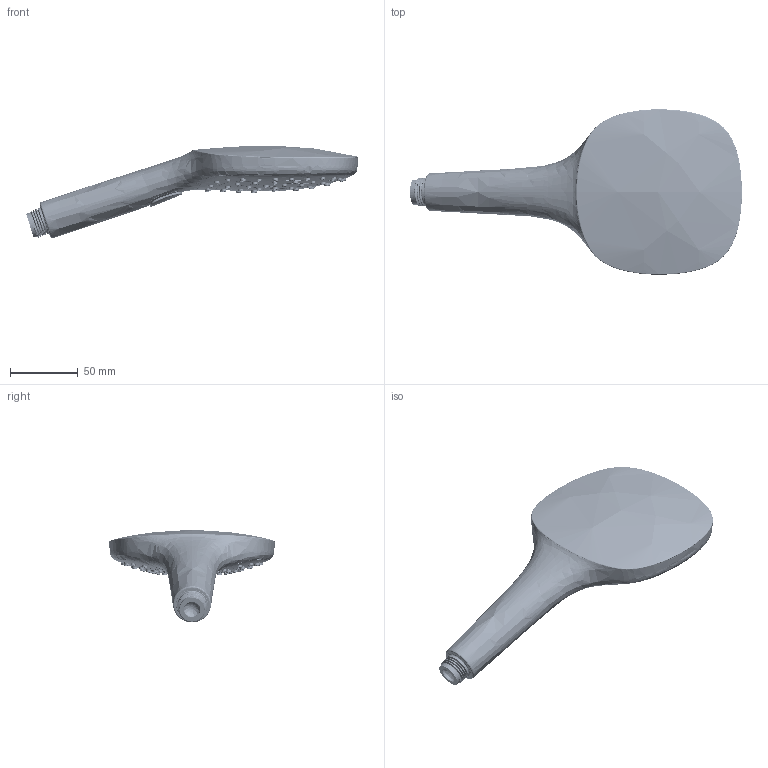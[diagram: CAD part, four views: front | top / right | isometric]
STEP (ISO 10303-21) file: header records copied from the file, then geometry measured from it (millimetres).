
FILE_DESCRIPTION(('CAx-IF Rec.Pracs.---Model Styling and Organization---1.2---2011-12-15','CAx-IF Rec.Pracs.---Geometric and Assembly Validation Properties---4.1---2014-06-16','CAx-IF Rec.Pracs.---PMI Polyline Presentation---2.0---2013-05-24'),'2;1');
FILE_NAME('1000108525_PPR_000.stp','2020-11-02T09:37:08+01:00',(''),(''),'STEP Interface 4.3 by CT CoreTechnologie','3D_Evolution4.3 by CT CoreTechnologie','');
FILE_SCHEMA(('AP203_CONFIGURATION_CONTROLLED_3D_DESIGN_OF_MECHANICAL_PARTS_AND_ASSEMBLIES_MIM_LF'));
Length unit declared in the file: millimetre
Products named in the file (11): P_2  Raindance Select E 120 EcoSm.HB 1000108525_PPR_000_A1; P_2 Griff Selecta_select 1000083190_PPA_000_A0; P_2 Strahlkoerper Raindance Select 120 1000083195_PPA_000_A0; P_2 Gleithuelse Selecta_select 1000083269_PPA_000_A0; P_2 Düse komplett D1,2 1000083267_PPR_000_A0; P_2 Taumelduese Hardair-Softair 1000083265_PPA_000_A0; P_2 Strahleinsatz Selecta-Select USA(R07 1000099590_PPA_000_A0; P_2 Wasserfuehrung_Selecta_select 1000083216_PPA_000_A1; P_2 Gehaeuse Selecta_select 1000083202_PPA_000_A0; P_2 Taste Raindance 120 Select 1000083201_PPA_000_A0; P_2 Siebdichtung 1000085606_PPA_000_A0
Assembly tree (12 placements, depth 3):
  P_2  Raindance Select E 120 EcoSm.HB 1000108525_PPR_000_A1
    P_2 Griff Selecta_select 1000083190_PPA_000_A0
    P_2 Strahlkoerper Raindance Select 120 1000083195_PPA_000_A0
    P_2 Gleithuelse Selecta_select 1000083269_PPA_000_A0
    P_2 Düse komplett D1,2 1000083267_PPR_000_A0  x3
      P_2 Taumelduese Hardair-Softair 1000083265_PPA_000_A0
    P_2 Strahleinsatz Selecta-Select USA(R07 1000099590_PPA_000_A0
    P_2 Wasserfuehrung_Selecta_select 1000083216_PPA_000_A1
    P_2 Gehaeuse Selecta_select 1000083202_PPA_000_A0
    P_2 Taste Raindance 120 Select 1000083201_PPA_000_A0
    P_2 Siebdichtung 1000085606_PPA_000_A0
Bounding box: 245.16 x 122.26 x 68.4 mm (x, y, z)
Volume: 172389.8 mm3; surface area: 88773.2 mm2
Topology: 88 solids, 88 shells, 3599 faces, 8272 edges, 4888 vertices
Faces by surface type: bspline 1949, plane 845, cylinder 805
Entity records: 310790 total; most frequent: CARTESIAN_POINT 202030, ORIENTED_EDGE 16346, DIRECTION 11781, EDGE_CURVE 8173, VERTEX_POINT 4832, AXIS2_PLACEMENT_3D 4099, EDGE_LOOP 3933, VECTOR 3583
